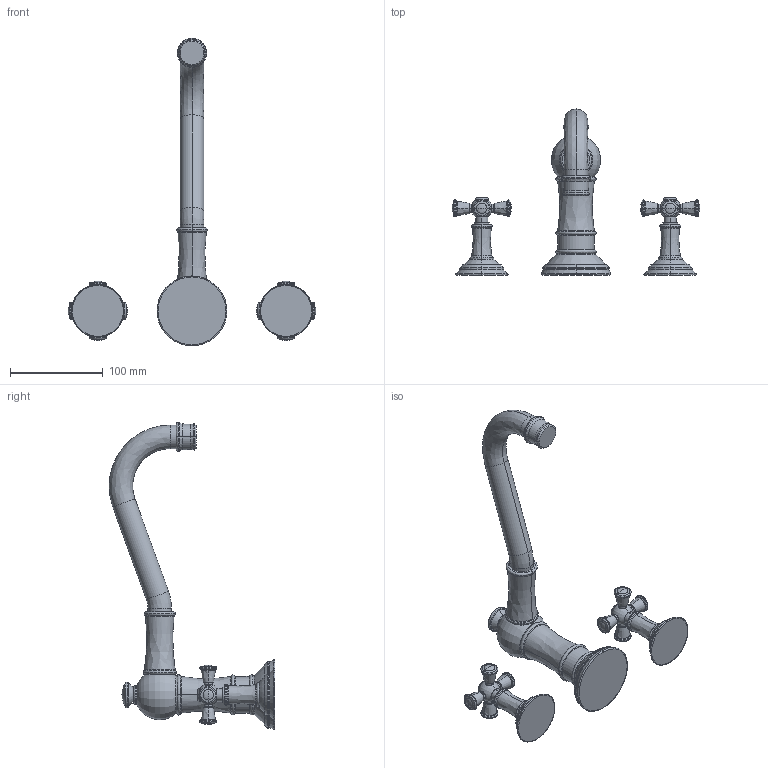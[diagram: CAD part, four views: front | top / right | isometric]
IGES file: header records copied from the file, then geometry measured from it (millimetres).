
Start section:  PTC IGES file: 3-2466.igs
Global section: file name: 3-2466.igs; native system: Creo Parametric by PTC Inc.; preprocessor: 2018400; author: jinson.thomas; organization: Unknown; date: 20210312.145441; units: inch
Bounding box: 267.41 x 178.85 x 331.61 mm (x, y, z)
Volume: 543010.3 mm3; surface area: 86715.7 mm2
Topology: 3 solids, 3 shells, 370 faces, 763 edges, 403 vertices
Faces by surface type: revolution 344, bspline 26
